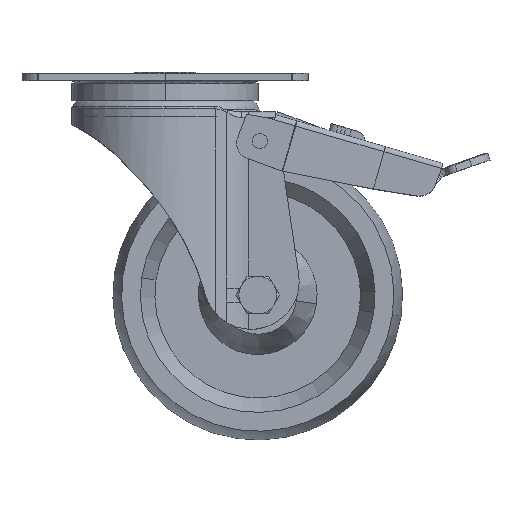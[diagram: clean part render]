
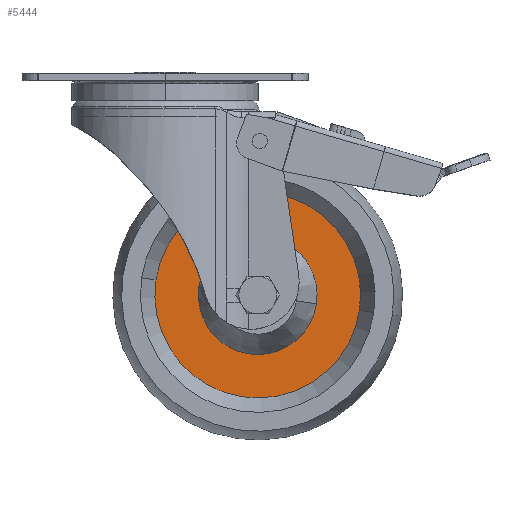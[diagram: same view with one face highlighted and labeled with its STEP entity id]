
A CAD part, top view. The second image highlights one B-rep face of the part: STEP entity #5444.
In plain terms, the highlighted planar face has unit normal (0, 0, 1).
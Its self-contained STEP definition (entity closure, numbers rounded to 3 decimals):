
#12 = CIRCLE ( 'NONE', #16447, 35.5 ) ;
#57 = ORIENTED_EDGE ( 'NONE', *, *, #2032, .F. ) ;
#1278 = CARTESIAN_POINT ( 'NONE',  ( 4.421, -71.359, 9.914 ) ) ;
#1800 = CIRCLE ( 'NONE', #14476, 20.5 ) ;
#2032 = EDGE_CURVE ( 'NONE', #7618, #19210, #20945, .T. ) ;
#2564 = DIRECTION ( 'NONE',  ( 0., 0., 1. ) ) ;
#2614 = DIRECTION ( 'NONE',  ( 0., 0., -1. ) ) ;
#3217 = AXIS2_PLACEMENT_3D ( 'NONE', #7684, #7755, #7914 ) ;
#3470 = FACE_BOUND ( 'NONE', #8757, .T. ) ;
#4099 = ORIENTED_EDGE ( 'NONE', *, *, #15306, .T. ) ;
#5444 = ADVANCED_FACE ( 'NONE', ( #3470, #17072 ), #21106, .T. ) ;
#6576 = VERTEX_POINT ( 'NONE', #20750 ) ;
#7463 = DIRECTION ( 'NONE',  ( 0., 0., -1. ) ) ;
#7618 = VERTEX_POINT ( 'NONE', #10638 ) ;
#7684 = CARTESIAN_POINT ( 'NONE',  ( 39.532, -76.595, 9.914 ) ) ;
#7755 = DIRECTION ( 'NONE',  ( 0., 0., -1. ) ) ;
#7914 = DIRECTION ( 'NONE',  ( -0.989, 0.148, 0. ) ) ;
#8205 = EDGE_LOOP ( 'NONE', ( #57, #22551 ) ) ;
#8357 = ORIENTED_EDGE ( 'NONE', *, *, #13904, .T. ) ;
#8390 = AXIS2_PLACEMENT_3D ( 'NONE', #8613, #21068, #10378 ) ;
#8613 = CARTESIAN_POINT ( 'NONE',  ( 39.532, -76.595, 9.914 ) ) ;
#8757 = EDGE_LOOP ( 'NONE', ( #4099, #8357 ) ) ;
#10378 = DIRECTION ( 'NONE',  ( -0.989, 0.148, 0. ) ) ;
#10638 = CARTESIAN_POINT ( 'NONE',  ( 74.644, -81.832, 9.914 ) ) ;
#10809 = AXIS2_PLACEMENT_3D ( 'NONE', #13160, #2564, #14973 ) ;
#13160 = CARTESIAN_POINT ( 'NONE',  ( 43.22, -51.869, 9.914 ) ) ;
#13219 = CARTESIAN_POINT ( 'NONE',  ( 39.532, -76.595, 9.914 ) ) ;
#13480 = EDGE_CURVE ( 'NONE', #19210, #7618, #12, .T. ) ;
#13904 = EDGE_CURVE ( 'NONE', #19039, #6576, #19451, .T. ) ;
#14476 = AXIS2_PLACEMENT_3D ( 'NONE', #13219, #2614, #15024 ) ;
#14973 = DIRECTION ( 'NONE',  ( 0.989, -0.148, 0. ) ) ;
#15024 = DIRECTION ( 'NONE',  ( -0.989, 0.148, 0. ) ) ;
#15306 = EDGE_CURVE ( 'NONE', #6576, #19039, #1800, .T. ) ;
#16447 = AXIS2_PLACEMENT_3D ( 'NONE', #18126, #7463, #19938 ) ;
#17072 = FACE_OUTER_BOUND ( 'NONE', #8205, .T. ) ;
#18126 = CARTESIAN_POINT ( 'NONE',  ( 39.532, -76.595, 9.914 ) ) ;
#19039 = VERTEX_POINT ( 'NONE', #20302 ) ;
#19210 = VERTEX_POINT ( 'NONE', #1278 ) ;
#19451 = CIRCLE ( 'NONE', #8390, 20.5 ) ;
#19938 = DIRECTION ( 'NONE',  ( -0.989, 0.148, 0. ) ) ;
#20302 = CARTESIAN_POINT ( 'NONE',  ( 59.808, -79.619, 9.914 ) ) ;
#20750 = CARTESIAN_POINT ( 'NONE',  ( 19.256, -73.571, 9.914 ) ) ;
#20945 = CIRCLE ( 'NONE', #3217, 35.5 ) ;
#21068 = DIRECTION ( 'NONE',  ( 0., 0., -1. ) ) ;
#21106 = PLANE ( 'NONE',  #10809 ) ;
#22551 = ORIENTED_EDGE ( 'NONE', *, *, #13480, .F. ) ;
